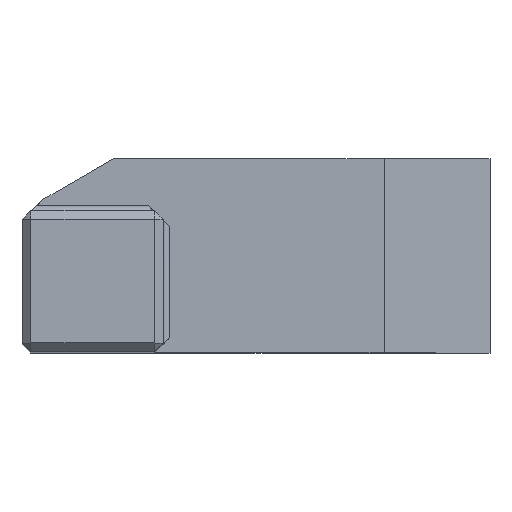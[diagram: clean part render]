
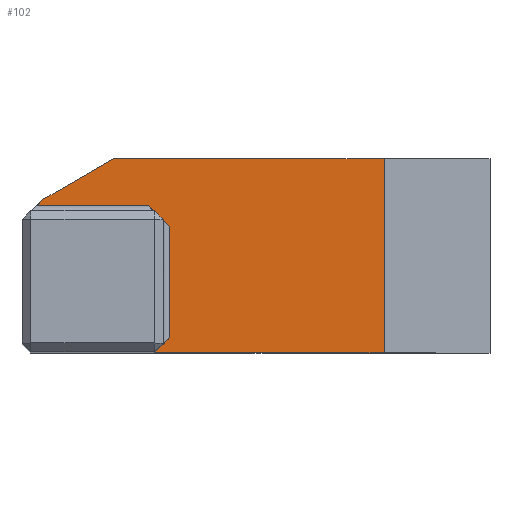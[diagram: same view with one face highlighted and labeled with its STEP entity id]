
A CAD part, top view. The second image highlights one B-rep face of the part: STEP entity #102.
In plain terms, the highlighted planar face has unit normal (0, 0, 1).
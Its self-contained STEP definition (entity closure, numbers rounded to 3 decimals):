
#40=PLANE('',#803);
#102=ADVANCED_FACE('',(#145),#40,.F.);
#145=FACE_OUTER_BOUND('',#187,.T.);
#187=EDGE_LOOP('',(#289,#290,#291,#292,#293,#294,#295,#296,#297));
#289=ORIENTED_EDGE('',*,*,#546,.T.);
#290=ORIENTED_EDGE('',*,*,#547,.T.);
#291=ORIENTED_EDGE('',*,*,#548,.T.);
#292=ORIENTED_EDGE('',*,*,#549,.T.);
#293=ORIENTED_EDGE('',*,*,#550,.T.);
#294=ORIENTED_EDGE('',*,*,#551,.F.);
#295=ORIENTED_EDGE('',*,*,#552,.F.);
#296=ORIENTED_EDGE('',*,*,#553,.F.);
#297=ORIENTED_EDGE('',*,*,#554,.T.);
#474=VERTEX_POINT('',#1211);
#475=VERTEX_POINT('',#1212);
#476=VERTEX_POINT('',#1214);
#477=VERTEX_POINT('',#1216);
#478=VERTEX_POINT('',#1218);
#479=VERTEX_POINT('',#1220);
#480=VERTEX_POINT('',#1222);
#481=VERTEX_POINT('',#1224);
#482=VERTEX_POINT('',#1226);
#546=EDGE_CURVE('',#474,#475,#631,.T.);
#547=EDGE_CURVE('',#475,#476,#632,.T.);
#548=EDGE_CURVE('',#476,#477,#633,.T.);
#549=EDGE_CURVE('',#477,#478,#634,.T.);
#550=EDGE_CURVE('',#478,#479,#635,.T.);
#551=EDGE_CURVE('',#480,#479,#636,.T.);
#552=EDGE_CURVE('',#481,#480,#637,.T.);
#553=EDGE_CURVE('',#482,#481,#638,.T.);
#554=EDGE_CURVE('',#482,#474,#639,.T.);
#631=LINE('',#1210,#702);
#632=LINE('',#1213,#703);
#633=LINE('',#1215,#704);
#634=LINE('',#1217,#705);
#635=LINE('',#1219,#706);
#636=LINE('',#1221,#707);
#637=LINE('',#1223,#708);
#638=LINE('',#1225,#709);
#639=LINE('',#1227,#710);
#702=VECTOR('',#908,1.);
#703=VECTOR('',#909,1.);
#704=VECTOR('',#910,1.);
#705=VECTOR('',#911,1.);
#706=VECTOR('',#912,1.);
#707=VECTOR('',#913,1.);
#708=VECTOR('',#914,1.);
#709=VECTOR('',#915,1.);
#710=VECTOR('',#916,1.);
#803=AXIS2_PLACEMENT_3D('',#1228,#917,#918);
#908=DIRECTION('',(0.707,-0.707,0.));
#909=DIRECTION('',(0.,-1.,0.));
#910=DIRECTION('',(-0.707,-0.707,0.));
#911=DIRECTION('',(1.,0.,0.));
#912=DIRECTION('',(0.,1.,0.));
#913=DIRECTION('',(1.,0.,0.));
#914=DIRECTION('',(0.866,0.5,0.));
#915=DIRECTION('',(0.707,0.707,0.));
#916=DIRECTION('',(1.,0.,0.));
#917=DIRECTION('',(0.,0.,-1.));
#918=DIRECTION('',(0.,1.,0.));
#1210=CARTESIAN_POINT('',(7.5,23.5,-70.));
#1211=CARTESIAN_POINT('',(14.3,16.7,-70.));
#1212=CARTESIAN_POINT('',(16.7,14.3,-70.));
#1213=CARTESIAN_POINT('',(16.7,1.,-70.));
#1214=CARTESIAN_POINT('',(16.7,1.7,-70.));
#1215=CARTESIAN_POINT('',(15.5,0.5,-70.));
#1216=CARTESIAN_POINT('',(15.,0.,-70.));
#1217=CARTESIAN_POINT('',(41.,0.,-70.));
#1218=CARTESIAN_POINT('',(41.,0.,-70.));
#1219=CARTESIAN_POINT('',(41.,-101.134,-70.));
#1220=CARTESIAN_POINT('',(41.,22.,-70.));
#1221=CARTESIAN_POINT('',(0.,22.,-70.));
#1222=CARTESIAN_POINT('',(10.392,22.,-70.));
#1223=CARTESIAN_POINT('',(0.,16.,-70.));
#1224=CARTESIAN_POINT('',(2.366,17.366,-70.));
#1225=CARTESIAN_POINT('',(0.5,15.5,-70.));
#1226=CARTESIAN_POINT('',(1.7,16.7,-70.));
#1227=CARTESIAN_POINT('',(15.,16.7,-70.));
#1228=CARTESIAN_POINT('',(0.,16.,-70.));
